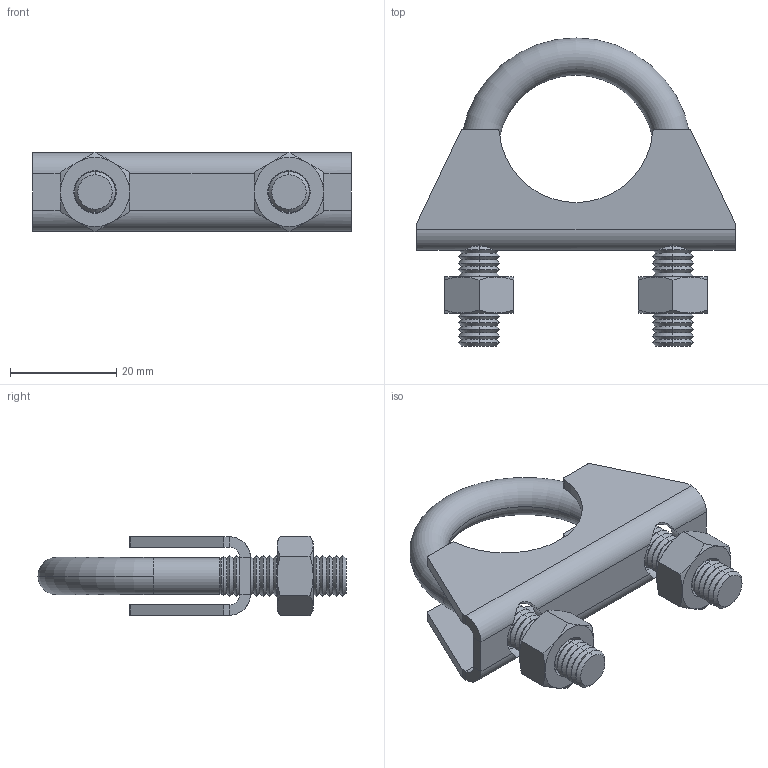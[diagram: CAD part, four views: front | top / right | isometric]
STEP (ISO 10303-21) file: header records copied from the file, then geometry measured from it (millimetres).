
FILE_DESCRIPTION (( 'STEP AP203' ), '1' );
FILE_NAME ('T63749.STEP', '2018-08-16T09:28:28', ( '' ), ( '' ), 'SwSTEP 2.0', 'SolidWorks 2016', '' );
FILE_SCHEMA (( 'CONFIG_CONTROL_DESIGN' ));
Length unit declared in the file: millimetre
Products named in the file (4): T63749-2; T63749-1; T63749; Hex Nut Style 1 GradeAB_Doughty Fastners_Hexagon Nut ISO - 4032 - M8 - D - S
Assembly tree (4 placements, depth 2):
  T63749
    T63749-1
    T63749-2
    Hex Nut Style 1 GradeAB_Doughty Fastners_Hexagon Nut ISO - 4032 - M8 - D - S  x2
Bounding box: 60 x 58 x 15.01 mm (x, y, z)
Volume: 10752.9 mm3; surface area: 9702.2 mm2
Topology: 4 solids, 4 shells, 342 faces, 718 edges, 384 vertices
Faces by surface type: cone 232, cylinder 54, plane 50, bspline 4, torus 2
Entity records: 8310 total; most frequent: CARTESIAN_POINT 1833, DIRECTION 1394, ORIENTED_EDGE 1180, EDGE_CURVE 590, AXIS2_PLACEMENT_3D 553, VERTEX_POINT 316, VECTOR 288, LINE 288
